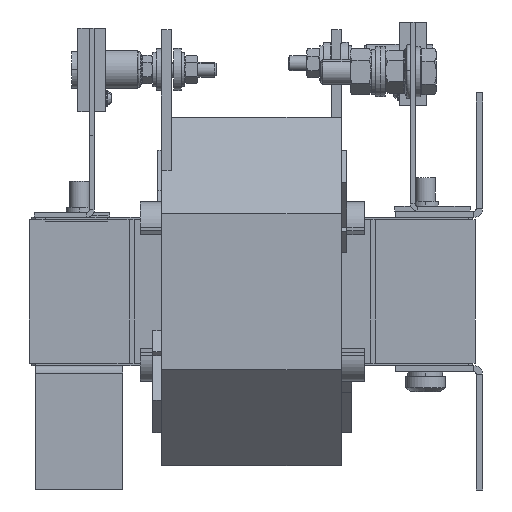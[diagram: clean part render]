
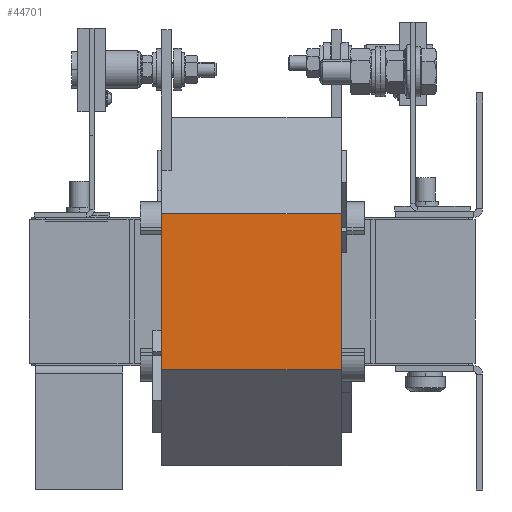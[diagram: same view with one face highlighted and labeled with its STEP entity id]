
A CAD part, left-side view. The second image highlights one B-rep face of the part: STEP entity #44701.
In plain terms, the highlighted planar face has unit normal (-1, 0, 0).
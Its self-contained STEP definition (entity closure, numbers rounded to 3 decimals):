
#114 = LINE ( 'NONE', #42208, #36958 ) ;
#3734 = CARTESIAN_POINT ( 'NONE',  ( -197.5, 33.75, 31.286 ) ) ;
#4206 = VECTOR ( 'NONE', #44596, 1000. ) ;
#4907 = ORIENTED_EDGE ( 'NONE', *, *, #27732, .T. ) ;
#5503 = VECTOR ( 'NONE', #14055, 1000. ) ;
#6005 = CARTESIAN_POINT ( 'NONE',  ( -197.5, 106., -31.427 ) ) ;
#6626 = LINE ( 'NONE', #3734, #5503 ) ;
#6679 = CARTESIAN_POINT ( 'NONE',  ( -197.5, 33.75, 31.286 ) ) ;
#8494 = CARTESIAN_POINT ( 'NONE',  ( -197.5, 33.75, 31.286 ) ) ;
#9717 = DIRECTION ( 'NONE',  ( 0., 1., 0. ) ) ;
#13057 = EDGE_CURVE ( 'Defeature ausgef�hrt2_119+Defeature ausgef�hrt2_115+Defeature ausgef�hrt2_116+Defeature ausgef�hrt2_114', #28765, #32891, #18393, .T. ) ;
#13785 = CARTESIAN_POINT ( 'NONE',  ( -197.5, 33.75, -31.427 ) ) ;
#14055 = DIRECTION ( 'NONE',  ( 0., 0., 1. ) ) ;
#15979 = DIRECTION ( 'NONE',  ( -1., 0., 0. ) ) ;
#18393 = LINE ( 'NONE', #19450, #4206 ) ;
#18557 = LINE ( 'NONE', #40029, #20823 ) ;
#19450 = CARTESIAN_POINT ( 'NONE',  ( -197.5, 106., 31.286 ) ) ;
#20823 = VECTOR ( 'NONE', #43974, 1000. ) ;
#21795 = ORIENTED_EDGE ( 'NONE', *, *, #27027, .T. ) ;
#21912 = ORIENTED_EDGE ( 'NONE', *, *, #24920, .F. ) ;
#24920 = EDGE_CURVE ( 'Defeature ausgef�hrt2_116+Defeature ausgef�hrt2_115+Defeature ausgef�hrt2_118+Defeature ausgef�hrt2_119', #35553, #28765, #114, .T. ) ;
#26375 = AXIS2_PLACEMENT_3D ( 'NONE', #8494, #15979, #37325 ) ;
#27027 = EDGE_CURVE ( 'Defeature ausgef�hrt2_115+Defeature ausgef�hrt2_114+Defeature ausgef�hrt2_118+Defeature ausgef�hrt2_119', #40284, #32891, #18557, .T. ) ;
#27732 = EDGE_CURVE ( 'Defeature ausgef�hrt2_115+Defeature ausgef�hrt2_118+Defeature ausgef�hrt2_116+Defeature ausgef�hrt2_114', #35553, #40284, #6626, .T. ) ;
#28765 = VERTEX_POINT ( 'NONE', #6005 ) ;
#32891 = VERTEX_POINT ( 'NONE', #37244 ) ;
#34160 = PLANE ( 'NONE',  #26375 ) ;
#35553 = VERTEX_POINT ( 'NONE', #13785 ) ;
#36958 = VECTOR ( 'NONE', #9717, 1000. ) ;
#37100 = FACE_OUTER_BOUND ( 'NONE', #44774, .T. ) ;
#37244 = CARTESIAN_POINT ( 'NONE',  ( -197.5, 106., 31.286 ) ) ;
#37325 = DIRECTION ( 'NONE',  ( 0., 0., 1. ) ) ;
#40029 = CARTESIAN_POINT ( 'NONE',  ( -197.5, 33.75, 31.286 ) ) ;
#40284 = VERTEX_POINT ( 'NONE', #6679 ) ;
#42208 = CARTESIAN_POINT ( 'NONE',  ( -197.5, 33.75, -31.427 ) ) ;
#43974 = DIRECTION ( 'NONE',  ( 0., 1., 0. ) ) ;
#44596 = DIRECTION ( 'NONE',  ( 0., 0., 1. ) ) ;
#44701 = ADVANCED_FACE ( 'Defeature ausgef�hrt2_115', ( #37100 ), #34160, .T. ) ;
#44774 = EDGE_LOOP ( 'NONE', ( #21795, #45712, #21912, #4907 ) ) ;
#45712 = ORIENTED_EDGE ( 'NONE', *, *, #13057, .F. ) ;
